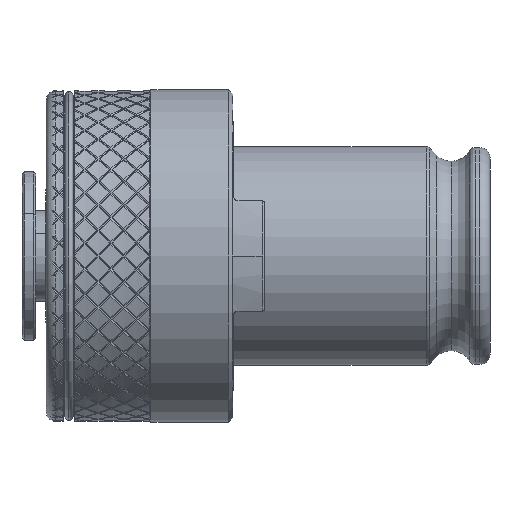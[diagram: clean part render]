
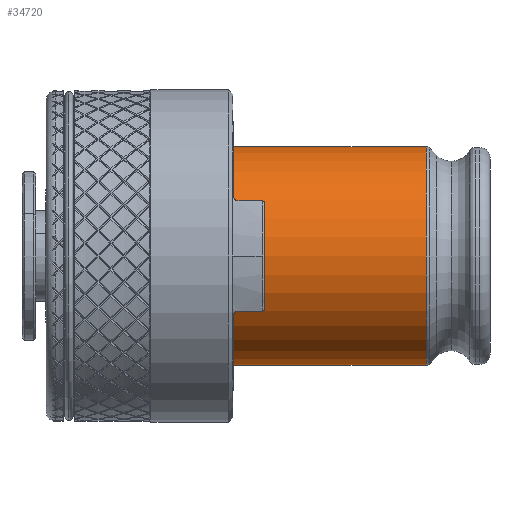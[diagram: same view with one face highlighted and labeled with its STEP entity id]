
A CAD part, front view. The second image highlights one B-rep face of the part: STEP entity #34720.
In plain terms, the highlighted cylindrical face has radius 24 mm (diameter 48 mm), a partial arc.
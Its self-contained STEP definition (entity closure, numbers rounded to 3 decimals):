
#1327 = FACE_OUTER_BOUND ( 'NONE', #30385, .T. ) ;
#1906 = VECTOR ( 'NONE', #73584, 1000. ) ;
#6723 = VERTEX_POINT ( 'NONE', #32182 ) ;
#17467 = LINE ( 'NONE', #67639, #1906 ) ;
#18256 = CARTESIAN_POINT ( 'NONE',  ( 9.884, 0., -24. ) ) ;
#19244 = CARTESIAN_POINT ( 'NONE',  ( 53.18, 0., 24. ) ) ;
#21921 = VERTEX_POINT ( 'NONE', #60559 ) ;
#22592 = CARTESIAN_POINT ( 'NONE',  ( 53.18, 0., 0. ) ) ;
#26748 = ORIENTED_EDGE ( 'NONE', *, *, #29026, .F. ) ;
#28043 = CARTESIAN_POINT ( 'NONE',  ( 9.884, 0., 0. ) ) ;
#28503 = DIRECTION ( 'NONE',  ( 0., 0., -1. ) ) ;
#28785 = CARTESIAN_POINT ( 'NONE',  ( 0., 0., -24. ) ) ;
#29026 = EDGE_CURVE ( 'NONE', #6723, #53925, #17467, .T. ) ;
#29957 = EDGE_CURVE ( 'NONE', #53925, #21921, #34838, .T. ) ;
#30385 = EDGE_LOOP ( 'NONE', ( #26748, #30655, #37675, #63709 ) ) ;
#30655 = ORIENTED_EDGE ( 'NONE', *, *, #73210, .T. ) ;
#30698 = CYLINDRICAL_SURFACE ( 'NONE', #36754, 24. ) ;
#32182 = CARTESIAN_POINT ( 'NONE',  ( 9.884, 0., 24. ) ) ;
#33936 = DIRECTION ( 'NONE',  ( 0., 0., -1. ) ) ;
#34720 = ADVANCED_FACE ( 'NONE', ( #1327 ), #30698, .T. ) ;
#34838 = CIRCLE ( 'NONE', #48613, 24. ) ;
#35324 = DIRECTION ( 'NONE',  ( 0., 0., -1. ) ) ;
#36754 = AXIS2_PLACEMENT_3D ( 'NONE', #46387, #40709, #35324 ) ;
#37675 = ORIENTED_EDGE ( 'NONE', *, *, #41966, .T. ) ;
#38313 = VECTOR ( 'NONE', #63977, 1000. ) ;
#40151 = LINE ( 'NONE', #28785, #38313 ) ;
#40709 = DIRECTION ( 'NONE',  ( 1., 0., 0. ) ) ;
#41966 = EDGE_CURVE ( 'NONE', #51532, #21921, #40151, .T. ) ;
#46387 = CARTESIAN_POINT ( 'NONE',  ( 0., 0., 0. ) ) ;
#48613 = AXIS2_PLACEMENT_3D ( 'NONE', #22592, #63685, #28503 ) ;
#51532 = VERTEX_POINT ( 'NONE', #18256 ) ;
#53400 = AXIS2_PLACEMENT_3D ( 'NONE', #28043, #69176, #33936 ) ;
#53925 = VERTEX_POINT ( 'NONE', #19244 ) ;
#55464 = CIRCLE ( 'NONE', #53400, 24. ) ;
#60559 = CARTESIAN_POINT ( 'NONE',  ( 53.18, 0., -24. ) ) ;
#63685 = DIRECTION ( 'NONE',  ( 1., 0., 0. ) ) ;
#63709 = ORIENTED_EDGE ( 'NONE', *, *, #29957, .F. ) ;
#63977 = DIRECTION ( 'NONE',  ( 1., 0., 0. ) ) ;
#67639 = CARTESIAN_POINT ( 'NONE',  ( 0., 0., 24. ) ) ;
#69176 = DIRECTION ( 'NONE',  ( 1., 0., 0. ) ) ;
#73210 = EDGE_CURVE ( 'NONE', #6723, #51532, #55464, .T. ) ;
#73584 = DIRECTION ( 'NONE',  ( 1., 0., 0. ) ) ;
